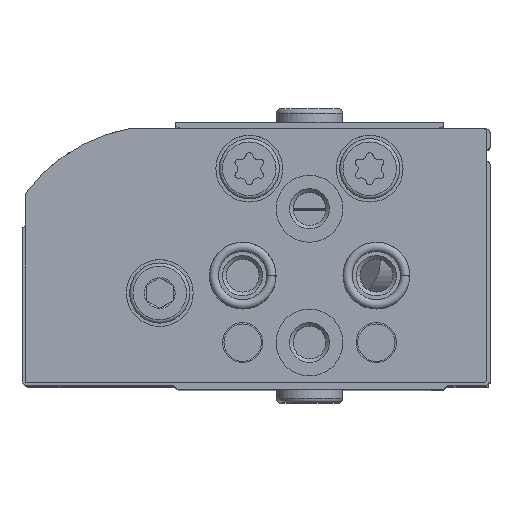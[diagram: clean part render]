
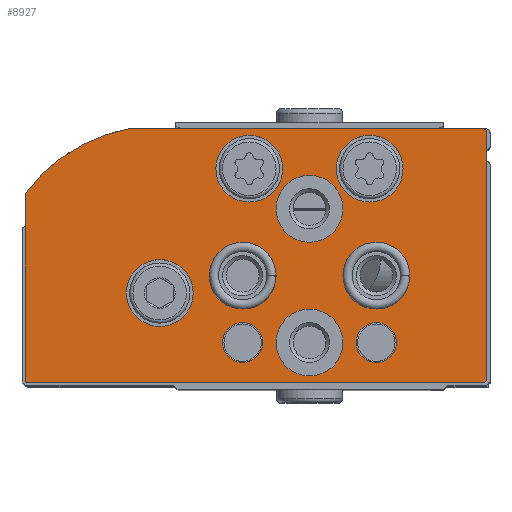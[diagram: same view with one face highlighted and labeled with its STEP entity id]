
A CAD part, top view. The second image highlights one B-rep face of the part: STEP entity #8927.
In plain terms, the highlighted face is planar.
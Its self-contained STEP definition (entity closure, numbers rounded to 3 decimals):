
#946=LINE('',#15490,#1633);
#950=LINE('',#15500,#1637);
#952=LINE('',#15504,#1639);
#955=LINE('',#15512,#1642);
#1633=VECTOR('',#12500,1000.);
#1637=VECTOR('',#12510,1000.);
#1639=VECTOR('',#12514,1000.);
#1642=VECTOR('',#12523,1000.);
#3471=ORIENTED_EDGE('',*,*,#5106,.T.);
#3472=ORIENTED_EDGE('',*,*,#5107,.T.);
#3473=ORIENTED_EDGE('',*,*,#5108,.T.);
#3474=ORIENTED_EDGE('',*,*,#5109,.T.);
#3475=ORIENTED_EDGE('',*,*,#5110,.T.);
#3476=ORIENTED_EDGE('',*,*,#5111,.T.);
#3477=ORIENTED_EDGE('',*,*,#5112,.T.);
#3478=ORIENTED_EDGE('',*,*,#5113,.T.);
#3479=ORIENTED_EDGE('',*,*,#5114,.T.);
#3480=ORIENTED_EDGE('',*,*,#5091,.F.);
#3481=ORIENTED_EDGE('',*,*,#5105,.F.);
#3482=ORIENTED_EDGE('',*,*,#5102,.F.);
#3483=ORIENTED_EDGE('',*,*,#5100,.F.);
#3484=ORIENTED_EDGE('',*,*,#5098,.F.);
#3485=ORIENTED_EDGE('',*,*,#5096,.F.);
#3486=ORIENTED_EDGE('',*,*,#5094,.F.);
#5091=EDGE_CURVE('',#6074,#6075,#946,.T.);
#5094=EDGE_CURVE('',#6075,#6076,#6579,.T.);
#5096=EDGE_CURVE('',#6076,#6077,#950,.T.);
#5098=EDGE_CURVE('',#6077,#6078,#952,.T.);
#5100=EDGE_CURVE('',#6078,#6079,#6580,.T.);
#5102=EDGE_CURVE('',#6079,#6080,#955,.T.);
#5105=EDGE_CURVE('',#6080,#6074,#6581,.T.);
#5106=EDGE_CURVE('',#6081,#6081,#6582,.T.);
#5107=EDGE_CURVE('',#6082,#6082,#6583,.T.);
#5108=EDGE_CURVE('',#6083,#6083,#6584,.T.);
#5109=EDGE_CURVE('',#6084,#6084,#6585,.T.);
#5110=EDGE_CURVE('',#6085,#6085,#6586,.T.);
#5111=EDGE_CURVE('',#6086,#6086,#6587,.T.);
#5112=EDGE_CURVE('',#6087,#6087,#6588,.T.);
#5113=EDGE_CURVE('',#6088,#6088,#6589,.T.);
#5114=EDGE_CURVE('',#6089,#6089,#6590,.T.);
#6074=VERTEX_POINT('',#15491);
#6075=VERTEX_POINT('',#15492);
#6076=VERTEX_POINT('',#15497);
#6077=VERTEX_POINT('',#15501);
#6078=VERTEX_POINT('',#15505);
#6079=VERTEX_POINT('',#15509);
#6080=VERTEX_POINT('',#15513);
#6081=VERTEX_POINT('',#15520);
#6082=VERTEX_POINT('',#15522);
#6083=VERTEX_POINT('',#15524);
#6084=VERTEX_POINT('',#15526);
#6085=VERTEX_POINT('',#15528);
#6086=VERTEX_POINT('',#15530);
#6087=VERTEX_POINT('',#15532);
#6088=VERTEX_POINT('',#15534);
#6089=VERTEX_POINT('',#15536);
#6579=CIRCLE('',#10290,0.3);
#6580=CIRCLE('',#10294,12.5);
#6581=CIRCLE('',#10297,0.3);
#6582=CIRCLE('',#10299,2.5);
#6583=CIRCLE('',#10300,1.5);
#6584=CIRCLE('',#10301,2.5);
#6585=CIRCLE('',#10302,1.5);
#6586=CIRCLE('',#10303,2.5);
#6587=CIRCLE('',#10304,2.5);
#6588=CIRCLE('',#10305,2.5);
#6589=CIRCLE('',#10306,2.5);
#6590=CIRCLE('',#10307,2.5);
#7227=EDGE_LOOP('',(#3471));
#7228=EDGE_LOOP('',(#3472));
#7229=EDGE_LOOP('',(#3473));
#7230=EDGE_LOOP('',(#3474));
#7231=EDGE_LOOP('',(#3475));
#7232=EDGE_LOOP('',(#3476));
#7233=EDGE_LOOP('',(#3477));
#7234=EDGE_LOOP('',(#3478));
#7235=EDGE_LOOP('',(#3479));
#7236=EDGE_LOOP('',(#3480,#3481,#3482,#3483,#3484,#3485,#3486));
#8002=FACE_BOUND('',#7227,.T.);
#8003=FACE_BOUND('',#7228,.T.);
#8004=FACE_BOUND('',#7229,.T.);
#8005=FACE_BOUND('',#7230,.T.);
#8006=FACE_BOUND('',#7231,.T.);
#8007=FACE_BOUND('',#7232,.T.);
#8008=FACE_BOUND('',#7233,.T.);
#8009=FACE_BOUND('',#7234,.T.);
#8010=FACE_BOUND('',#7235,.T.);
#8011=FACE_BOUND('',#7236,.T.);
#8495=PLANE('',#10298);
#8927=ADVANCED_FACE('',(#8002,#8003,#8004,#8005,#8006,#8007,#8008,#8009,
#8010,#8011),#8495,.F.);
#10290=AXIS2_PLACEMENT_3D('',#15496,#12505,#12506);
#10294=AXIS2_PLACEMENT_3D('',#15508,#12518,#12519);
#10297=AXIS2_PLACEMENT_3D('',#15517,#12528,#12529);
#10298=AXIS2_PLACEMENT_3D('',#15518,#12530,#12531);
#10299=AXIS2_PLACEMENT_3D('',#15519,#12532,#12533);
#10300=AXIS2_PLACEMENT_3D('',#15521,#12534,#12535);
#10301=AXIS2_PLACEMENT_3D('',#15523,#12536,#12537);
#10302=AXIS2_PLACEMENT_3D('',#15525,#12538,#12539);
#10303=AXIS2_PLACEMENT_3D('',#15527,#12540,#12541);
#10304=AXIS2_PLACEMENT_3D('',#15529,#12542,#12543);
#10305=AXIS2_PLACEMENT_3D('',#15531,#12544,#12545);
#10306=AXIS2_PLACEMENT_3D('',#15533,#12546,#12547);
#10307=AXIS2_PLACEMENT_3D('',#15535,#12548,#12549);
#12500=DIRECTION('',(0.,-1.,0.));
#12505=DIRECTION('',(0.,0.,1.));
#12506=DIRECTION('',(1.,0.,0.));
#12510=DIRECTION('',(1.,0.,0.));
#12514=DIRECTION('',(0.,1.,0.));
#12518=DIRECTION('',(0.,0.,1.));
#12519=DIRECTION('',(1.,0.,0.));
#12523=DIRECTION('',(-1.,0.,0.));
#12528=DIRECTION('',(0.,0.,1.));
#12529=DIRECTION('',(1.,0.,0.));
#12530=DIRECTION('',(0.,0.,1.));
#12531=DIRECTION('',(1.,0.,0.));
#12532=DIRECTION('',(0.,0.,1.));
#12533=DIRECTION('',(1.,0.,0.));
#12534=DIRECTION('',(0.,0.,1.));
#12535=DIRECTION('',(1.,0.,0.));
#12536=DIRECTION('',(0.,0.,1.));
#12537=DIRECTION('',(1.,0.,0.));
#12538=DIRECTION('',(0.,0.,1.));
#12539=DIRECTION('',(1.,0.,0.));
#12540=DIRECTION('',(0.,0.,1.));
#12541=DIRECTION('',(1.,0.,0.));
#12542=DIRECTION('',(0.,0.,1.));
#12543=DIRECTION('',(1.,0.,0.));
#12544=DIRECTION('',(0.,0.,1.));
#12545=DIRECTION('',(1.,0.,0.));
#12546=DIRECTION('',(0.,0.,1.));
#12547=DIRECTION('',(1.,0.,0.));
#12548=DIRECTION('',(0.,0.,1.));
#12549=DIRECTION('',(1.,0.,0.));
#15490=CARTESIAN_POINT('',(0.,18.7,0.));
#15491=CARTESIAN_POINT('',(0.,18.7,0.));
#15492=CARTESIAN_POINT('',(0.,0.3,0.));
#15496=CARTESIAN_POINT('',(0.3,0.3,0.));
#15497=CARTESIAN_POINT('',(0.3,0.,0.));
#15500=CARTESIAN_POINT('',(0.3,0.,0.));
#15501=CARTESIAN_POINT('',(34.5,0.,0.));
#15504=CARTESIAN_POINT('',(34.5,0.,0.));
#15505=CARTESIAN_POINT('',(34.5,14.133,0.));
#15508=CARTESIAN_POINT('',(24.45,6.7,0.));
#15509=CARTESIAN_POINT('',(26.677,19.,0.));
#15512=CARTESIAN_POINT('',(26.677,19.,0.));
#15513=CARTESIAN_POINT('',(0.3,19.,0.));
#15517=CARTESIAN_POINT('',(0.3,18.7,0.));
#15518=CARTESIAN_POINT('',(0.3,0.3,0.));
#15519=CARTESIAN_POINT('',(24.45,6.7,0.));
#15520=CARTESIAN_POINT('',(26.95,6.7,0.));
#15521=CARTESIAN_POINT('',(8.25,3.,0.));
#15522=CARTESIAN_POINT('',(9.75,3.,0.));
#15523=CARTESIAN_POINT('',(13.25,3.,0.));
#15524=CARTESIAN_POINT('',(15.75,3.,0.));
#15525=CARTESIAN_POINT('',(18.25,3.,0.));
#15526=CARTESIAN_POINT('',(19.75,3.,0.));
#15527=CARTESIAN_POINT('',(18.25,8.,0.));
#15528=CARTESIAN_POINT('',(20.75,8.,0.));
#15529=CARTESIAN_POINT('',(8.25,8.,0.));
#15530=CARTESIAN_POINT('',(10.75,8.,0.));
#15531=CARTESIAN_POINT('',(13.25,13.,0.));
#15532=CARTESIAN_POINT('',(15.75,13.,0.));
#15533=CARTESIAN_POINT('',(8.75,16.,0.));
#15534=CARTESIAN_POINT('',(11.25,16.,0.));
#15535=CARTESIAN_POINT('',(17.75,16.,0.));
#15536=CARTESIAN_POINT('',(20.25,16.,0.));
